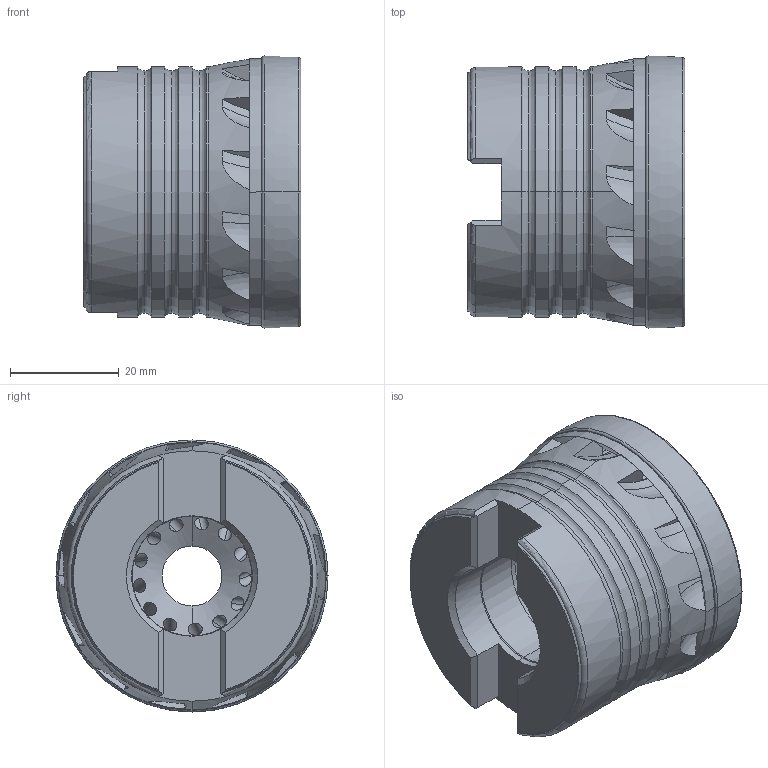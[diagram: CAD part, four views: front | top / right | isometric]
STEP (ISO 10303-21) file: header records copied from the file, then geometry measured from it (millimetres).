
FILE_DESCRIPTION (( 'STEP AP214' ), '1' );
FILE_NAME ('90PP-050-63-13.STEP', '2011-12-16T07:47:19', ( '' ), ( '' ), 'SwSTEP 2.0', 'SolidWorks 2011', '' );
FILE_SCHEMA (( 'AUTOMOTIVE_DESIGN' ));
Length unit declared in the file: millimetre
Products named in the file (1): 90PP-050-63-13
Bounding box: 40 x 50 x 50 mm (x, y, z)
Volume: 52091.4 mm3; surface area: 14817.7 mm2
Topology: 1 solids, 1 shells, 245 faces, 714 edges, 458 vertices
Faces by surface type: plane 97, cylinder 57, cone 41, torus 37, bspline 13
Entity records: 9610 total; most frequent: CARTESIAN_POINT 3608, ORIENTED_EDGE 1428, DIRECTION 1045, EDGE_CURVE 714, VERTEX_POINT 458, AXIS2_PLACEMENT_3D 407, B_SPLINE_CURVE_WITH_KNOTS 279, EDGE_LOOP 260
